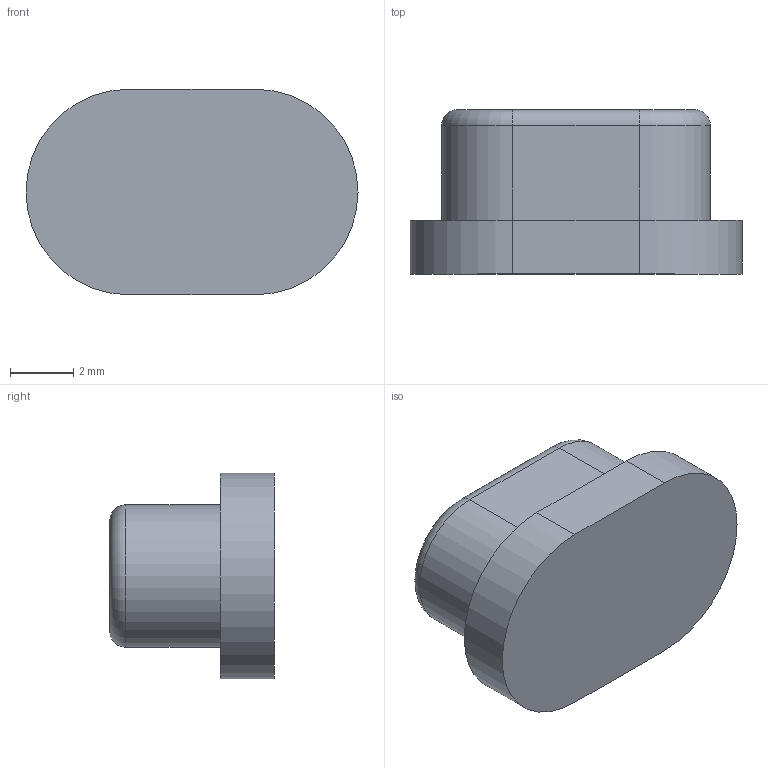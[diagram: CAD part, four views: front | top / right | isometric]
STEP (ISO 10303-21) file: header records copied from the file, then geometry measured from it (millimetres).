
FILE_DESCRIPTION (( 'STEP AP214' ), '1' );
FILE_NAME ('Select Button - Clicky.STEP', '2023-08-06T22:17:07', ( '' ), ( '' ), 'SwSTEP 2.0', 'SolidWorks 2021', '' );
FILE_SCHEMA (( 'AUTOMOTIVE_DESIGN' ));
Length unit declared in the file: millimetre
Products named in the file (1): Select Button - Clicky
Bounding box: 10.5 x 5.2 x 6.5 mm (x, y, z)
Volume: 217.6 mm3; surface area: 246.9 mm2
Topology: 1 solids, 1 shells, 87 faces, 230 edges, 152 vertices
Faces by surface type: plane 55, bspline 24, cylinder 6, torus 2
Entity records: 3864 total; most frequent: CARTESIAN_POINT 1822, ORIENTED_EDGE 460, DIRECTION 324, EDGE_CURVE 230, VECTOR 168, LINE 168, VERTEX_POINT 152, EDGE_LOOP 94
